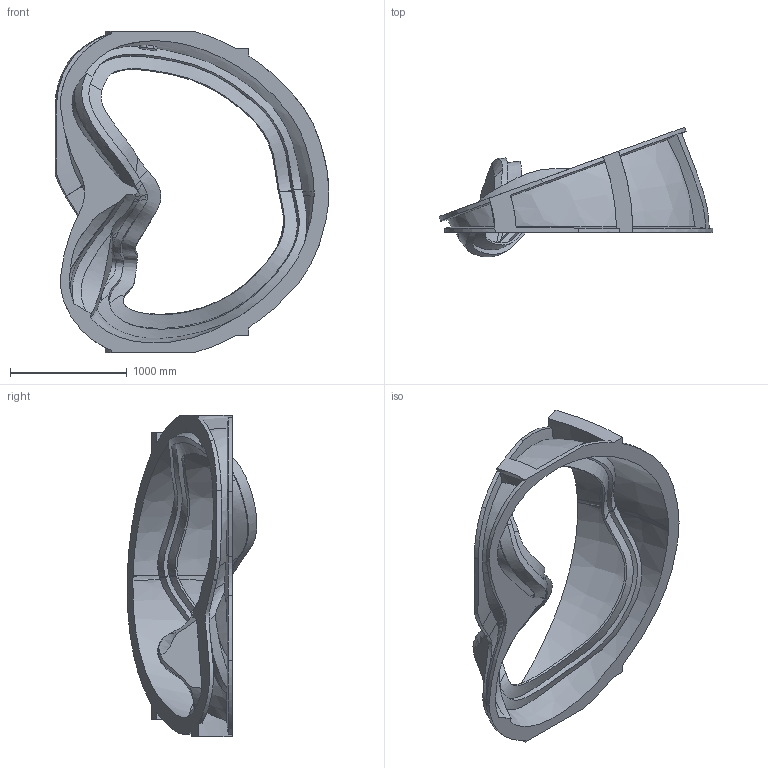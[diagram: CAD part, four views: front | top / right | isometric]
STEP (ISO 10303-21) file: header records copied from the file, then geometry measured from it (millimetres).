
FILE_DESCRIPTION((''),'2;1');
FILE_NAME('SE141-114','2004-04-23T',('tbrown'),(''),'PRO/ENGINEER BY PARAMETRIC TECHNOLOGY CORPORATION, 2003490','PRO/ENGINEER BY PARAMETRIC TECHNOLOGY CORPORATION, 2003490','');
FILE_SCHEMA(('CONFIG_CONTROL_DESIGN'));
Length unit declared in the file: inch
Products named in the file (1): SE141-114
Bounding box: 2348.01 x 1111.22 x 2753.36 mm (x, y, z)
Volume: 337535435.5 mm3; surface area: 16409259.8 mm2
Topology: 1 solids, 1 shells, 206 faces, 552 edges, 348 vertices
Faces by surface type: bspline 143, plane 28, cylinder 17, extrusion 15, cone 3
Entity records: 26892 total; most frequent: CARTESIAN_POINT 22971, ORIENTED_EDGE 1104, EDGE_CURVE 552, B_SPLINE_CURVE_WITH_KNOTS 426, VERTEX_POINT 348, DIRECTION 272, EDGE_LOOP 208, FACE_OUTER_BOUND 206
